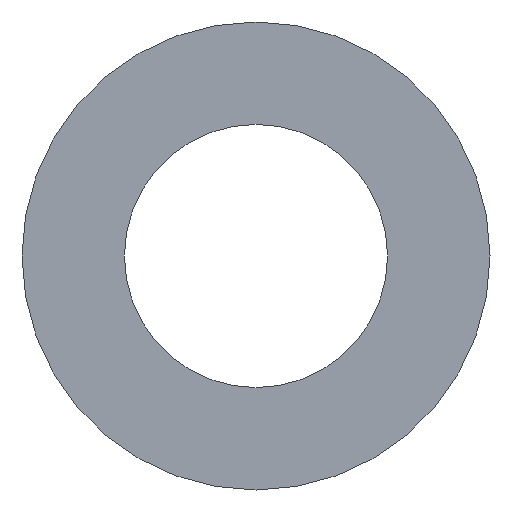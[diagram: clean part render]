
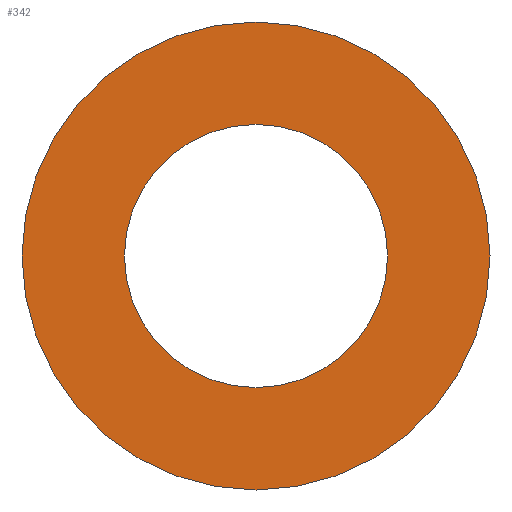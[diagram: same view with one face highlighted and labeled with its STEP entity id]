
A CAD part, front view. The second image highlights one B-rep face of the part: STEP entity #342.
In plain terms, the highlighted planar face has unit normal (0, -1, 0).
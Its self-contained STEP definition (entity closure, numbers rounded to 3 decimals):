
#229=CARTESIAN_POINT('POINT13',(-3.572,0.,0.));
#230=VERTEX_POINT('VERTEX13',#229);
#238=CARTESIAN_POINT('POINT14',(3.572,0.,0.));
#239=VERTEX_POINT('VERTEX14',#238);
#246=CARTESIAN_POINT('POS29',(0.,0.,0.));
#247=DIRECTION('DIR51',(0.,-1.,0.));
#248=DIRECTION('DIR52',(1.,0.,0.));
#249=AXIS2_PLACEMENT_3D('AXIS23',#246,#247,#248);
#250=CIRCLE('ELLIPSE15',#249,3.572);
#251=EDGE_CURVE('EDGE21',#239,#230,#250,.T.);
#264=CARTESIAN_POINT('POS31',(0.,0.,0.));
#265=DIRECTION('DIR55',(0.,-1.,0.));
#266=DIRECTION('DIR56',(-1.,0.,0.));
#267=AXIS2_PLACEMENT_3D('AXIS25',#264,#265,#266);
#268=CIRCLE('ELLIPSE16',#267,3.572);
#269=EDGE_CURVE('EDGE22',#230,#239,#268,.T.);
#279=CARTESIAN_POINT('POINT15',(6.35,0.,0.)
   );
#280=VERTEX_POINT('VERTEX15',#279);
#281=CARTESIAN_POINT('POINT16',(-6.35,0.,
   0.));
#282=VERTEX_POINT('VERTEX16',#281);
#283=CARTESIAN_POINT('POS33',(0.,0.,
   0.));
#284=DIRECTION('DIR59',(0.,1.,0.));
#285=DIRECTION('DIR60',(1.,0.,0.));
#286=AXIS2_PLACEMENT_3D('AXIS27',#283,#284,#285);
#287=CIRCLE('ELLIPSE17',#286,6.35);
#288=EDGE_CURVE('EDGE23',#280,#282,#287,.T.);
#313=CARTESIAN_POINT('POS37',(0.,0.,0.));
#314=DIRECTION('DIR65',(0.,-1.,0.));
#315=DIRECTION('DIR66',(1.,0.,0.));
#316=AXIS2_PLACEMENT_3D('AXIS29',#313,#314,#315);
#317=CIRCLE('ELLIPSE18',#316,6.35);
#318=EDGE_CURVE('EDGE26',#280,#282,#317,.T.);
#329=ORIENTED_EDGE('COEDGE49',*,*,#318,.T.);
#330=ORIENTED_EDGE('COEDGE50',*,*,#288,.F.);
#331=EDGE_LOOP('NONE',(#329,#330));
#332=FACE_BOUND('LOOP1',#331,.T.);
#333=ORIENTED_EDGE('COEDGE51',*,*,#269,.F.);
#334=ORIENTED_EDGE('COEDGE52',*,*,#251,.F.);
#335=EDGE_LOOP('NONE',(#333,#334));
#336=FACE_BOUND('LOOP1',#335,.T.);
#337=CARTESIAN_POINT('POS39',(0.,0.,0.));
#338=DIRECTION('DIR69',(0.,-1.,0.));
#339=DIRECTION('DIR70',(1.,0.,0.));
#340=AXIS2_PLACEMENT_3D('AXIS31',#337,#338,#339);
#341=PLANE('PLANE3',#340);
#342=ADVANCED_FACE('FACE13',(#332,#336),#341,.T.);
